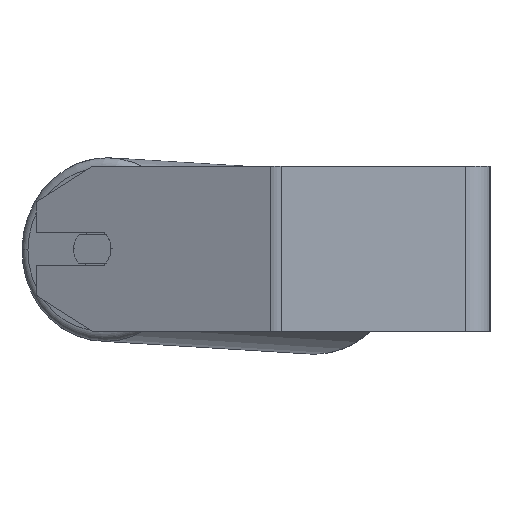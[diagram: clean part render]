
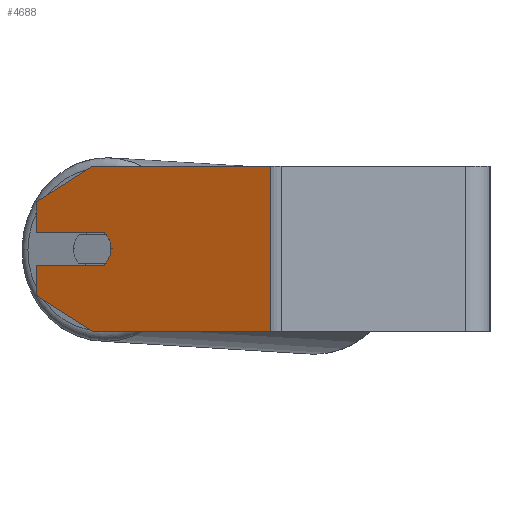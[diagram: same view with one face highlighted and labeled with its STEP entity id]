
A CAD part, left-side view. The second image highlights one B-rep face of the part: STEP entity #4688.
In plain terms, the highlighted planar face has unit normal (-0.906, 0.423, 0).
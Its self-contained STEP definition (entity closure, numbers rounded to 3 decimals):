
#57 = LINE ( 'NONE', #503, #6955 ) ;
#115 = PLANE ( 'NONE',  #4260 ) ;
#190 = LINE ( 'NONE', #4740, #2592 ) ;
#209 = VERTEX_POINT ( 'NONE', #4254 ) ;
#263 = VERTEX_POINT ( 'NONE', #2666 ) ;
#382 = VERTEX_POINT ( 'NONE', #6848 ) ;
#449 = CARTESIAN_POINT ( 'NONE',  ( -258.611, 192.592, 40. ) ) ;
#491 = VERTEX_POINT ( 'NONE', #1716 ) ;
#503 = CARTESIAN_POINT ( 'NONE',  ( -245.932, 219.782, 8. ) ) ;
#550 = EDGE_CURVE ( 'NONE', #6060, #3899, #821, .T. ) ;
#629 = ORIENTED_EDGE ( 'NONE', *, *, #3304, .T. ) ;
#640 = ORIENTED_EDGE ( 'NONE', *, *, #5795, .T. ) ;
#707 = ORIENTED_EDGE ( 'NONE', *, *, #550, .F. ) ;
#721 = EDGE_CURVE ( 'NONE', #382, #263, #6070, .T. ) ;
#821 = LINE ( 'NONE', #5772, #5057 ) ;
#903 = CARTESIAN_POINT ( 'NONE',  ( -298.876, 106.244, 40. ) ) ;
#984 = CARTESIAN_POINT ( 'NONE',  ( -258.611, 192.592, 0. ) ) ;
#1004 = CARTESIAN_POINT ( 'NONE',  ( -262.837, 183.529, 0. ) ) ;
#1020 = ORIENTED_EDGE ( 'NONE', *, *, #6100, .F. ) ;
#1135 = LINE ( 'NONE', #2749, #3749 ) ;
#1190 = CARTESIAN_POINT ( 'NONE',  ( -258.611, 192.592, -40. ) ) ;
#1268 = EDGE_CURVE ( 'NONE', #209, #491, #57, .T. ) ;
#1311 = DIRECTION ( 'NONE',  ( -0.423, -0.906, 0. ) ) ;
#1387 = DIRECTION ( 'NONE',  ( -0.906, 0.423, 0. ) ) ;
#1421 = AXIS2_PLACEMENT_3D ( 'NONE', #2276, #4518, #6856 ) ;
#1649 = CARTESIAN_POINT ( 'NONE',  ( -261.147, 187.154, -8. ) ) ;
#1716 = CARTESIAN_POINT ( 'NONE',  ( -245.932, 219.782, 8. ) ) ;
#1829 = CARTESIAN_POINT ( 'NONE',  ( -245.932, 219.782, 40. ) ) ;
#1872 = EDGE_CURVE ( 'NONE', #3835, #209, #6603, .T. ) ;
#1879 = EDGE_LOOP ( 'NONE', ( #4914, #2334, #4894, #6174, #3161, #1020, #707, #629, #640, #4062, #2923 ) ) ;
#2208 = DIRECTION ( 'NONE',  ( -0.423, -0.906, 0. ) ) ;
#2243 = DIRECTION ( 'NONE',  ( 0.423, 0.906, 0. ) ) ;
#2276 = CARTESIAN_POINT ( 'NONE',  ( -258.611, 192.592, 0. ) ) ;
#2334 = ORIENTED_EDGE ( 'NONE', *, *, #6599, .F. ) ;
#2350 = VECTOR ( 'NONE', #4838, 1000. ) ;
#2382 = DIRECTION ( 'NONE',  ( 0.906, -0.423, 0. ) ) ;
#2557 = DIRECTION ( 'NONE',  ( -0.423, -0.906, 0. ) ) ;
#2592 = VECTOR ( 'NONE', #4772, 1000. ) ;
#2666 = CARTESIAN_POINT ( 'NONE',  ( -245.932, 219.782, -22.679 ) ) ;
#2749 = CARTESIAN_POINT ( 'NONE',  ( -245.932, 219.782, 40. ) ) ;
#2819 = VERTEX_POINT ( 'NONE', #1649 ) ;
#2868 = DIRECTION ( 'NONE',  ( 0., 0., -1. ) ) ;
#2923 = ORIENTED_EDGE ( 'NONE', *, *, #1872, .F. ) ;
#3161 = ORIENTED_EDGE ( 'NONE', *, *, #6513, .T. ) ;
#3187 = LINE ( 'NONE', #903, #5129 ) ;
#3228 = EDGE_CURVE ( 'NONE', #2819, #3835, #4356, .T. ) ;
#3238 = VERTEX_POINT ( 'NONE', #4042 ) ;
#3304 = EDGE_CURVE ( 'NONE', #6060, #6614, #190, .T. ) ;
#3364 = DIRECTION ( 'NONE',  ( -0.423, -0.906, 0. ) ) ;
#3420 = AXIS2_PLACEMENT_3D ( 'NONE', #984, #1387, #2557 ) ;
#3626 = VECTOR ( 'NONE', #3364, 1000. ) ;
#3749 = VECTOR ( 'NONE', #2868, 1000. ) ;
#3816 = DIRECTION ( 'NONE',  ( 0., 0., -1. ) ) ;
#3835 = VERTEX_POINT ( 'NONE', #1004 ) ;
#3863 = LINE ( 'NONE', #5164, #6226 ) ;
#3872 = CARTESIAN_POINT ( 'NONE',  ( -245.932, 219.782, -8. ) ) ;
#3899 = VERTEX_POINT ( 'NONE', #6173 ) ;
#3999 = VERTEX_POINT ( 'NONE', #1190 ) ;
#4042 = CARTESIAN_POINT ( 'NONE',  ( -298.876, 106.244, -40. ) ) ;
#4062 = ORIENTED_EDGE ( 'NONE', *, *, #1268, .F. ) ;
#4151 = LINE ( 'NONE', #4705, #6003 ) ;
#4254 = CARTESIAN_POINT ( 'NONE',  ( -261.147, 187.154, 8. ) ) ;
#4260 = AXIS2_PLACEMENT_3D ( 'NONE', #1829, #2382, #5110 ) ;
#4356 = CIRCLE ( 'NONE', #1421, 10. ) ;
#4427 = LINE ( 'NONE', #3872, #3626 ) ;
#4464 = CARTESIAN_POINT ( 'NONE',  ( -245.932, 219.782, 22.679 ) ) ;
#4518 = DIRECTION ( 'NONE',  ( -0.906, 0.423, 0. ) ) ;
#4688 = ADVANCED_FACE ( 'NONE', ( #5180 ), #115, .F. ) ;
#4705 = CARTESIAN_POINT ( 'NONE',  ( -258.611, 192.592, -40. ) ) ;
#4740 = CARTESIAN_POINT ( 'NONE',  ( -245.932, 219.782, 22.679 ) ) ;
#4772 = DIRECTION ( 'NONE',  ( 0.366, 0.785, -0.5 ) ) ;
#4838 = DIRECTION ( 'NONE',  ( 0., 0., -1. ) ) ;
#4894 = ORIENTED_EDGE ( 'NONE', *, *, #721, .T. ) ;
#4914 = ORIENTED_EDGE ( 'NONE', *, *, #3228, .F. ) ;
#5057 = VECTOR ( 'NONE', #1311, 1000. ) ;
#5110 = DIRECTION ( 'NONE',  ( 0.423, 0.906, 0. ) ) ;
#5129 = VECTOR ( 'NONE', #3816, 1000. ) ;
#5164 = CARTESIAN_POINT ( 'NONE',  ( -245.932, 219.782, -40. ) ) ;
#5180 = FACE_OUTER_BOUND ( 'NONE', #1879, .T. ) ;
#5772 = CARTESIAN_POINT ( 'NONE',  ( -245.932, 219.782, 40. ) ) ;
#5795 = EDGE_CURVE ( 'NONE', #6614, #491, #1135, .T. ) ;
#5876 = EDGE_CURVE ( 'NONE', #263, #3999, #4151, .T. ) ;
#6003 = VECTOR ( 'NONE', #6373, 1000. ) ;
#6060 = VERTEX_POINT ( 'NONE', #449 ) ;
#6070 = LINE ( 'NONE', #6579, #2350 ) ;
#6100 = EDGE_CURVE ( 'NONE', #3899, #3238, #3187, .T. ) ;
#6173 = CARTESIAN_POINT ( 'NONE',  ( -298.876, 106.244, 40. ) ) ;
#6174 = ORIENTED_EDGE ( 'NONE', *, *, #5876, .T. ) ;
#6226 = VECTOR ( 'NONE', #2208, 1000. ) ;
#6373 = DIRECTION ( 'NONE',  ( -0.366, -0.785, -0.5 ) ) ;
#6513 = EDGE_CURVE ( 'NONE', #3999, #3238, #3863, .T. ) ;
#6579 = CARTESIAN_POINT ( 'NONE',  ( -245.932, 219.782, 40. ) ) ;
#6599 = EDGE_CURVE ( 'NONE', #382, #2819, #4427, .T. ) ;
#6603 = CIRCLE ( 'NONE', #3420, 10. ) ;
#6614 = VERTEX_POINT ( 'NONE', #4464 ) ;
#6848 = CARTESIAN_POINT ( 'NONE',  ( -245.932, 219.782, -8. ) ) ;
#6856 = DIRECTION ( 'NONE',  ( -0.423, -0.906, 0. ) ) ;
#6955 = VECTOR ( 'NONE', #2243, 1000. ) ;
